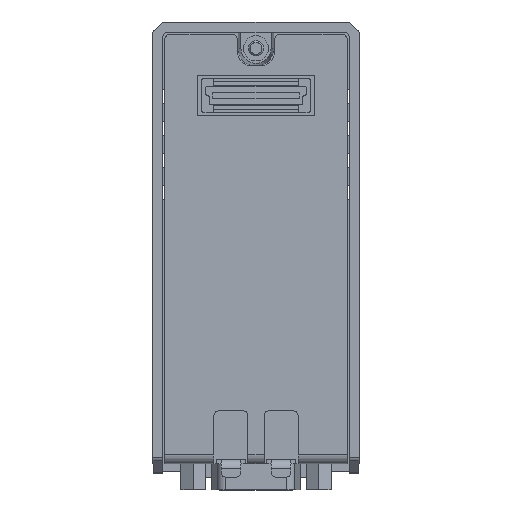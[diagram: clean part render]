
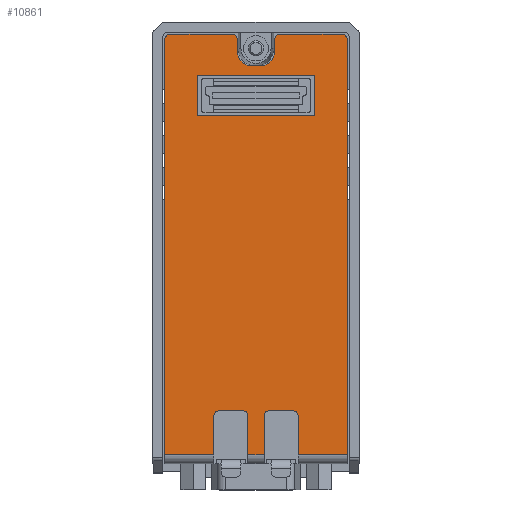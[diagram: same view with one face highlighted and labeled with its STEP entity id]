
A CAD part, top view. The second image highlights one B-rep face of the part: STEP entity #10861.
In plain terms, the highlighted planar face has unit normal (0, 0, 1).
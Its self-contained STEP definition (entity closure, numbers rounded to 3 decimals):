
#201=CIRCLE('',#11406,1.);
#202=CIRCLE('',#11409,1.);
#203=CIRCLE('',#11412,3.);
#204=CIRCLE('',#11415,3.);
#205=CIRCLE('',#11418,1.);
#206=CIRCLE('',#11421,1.);
#221=CIRCLE('',#11475,1.);
#222=CIRCLE('',#11476,1.);
#223=CIRCLE('',#11477,1.);
#224=CIRCLE('',#11478,1.);
#1415=ORIENTED_EDGE('',*,*,#3545,.F.);
#1416=ORIENTED_EDGE('',*,*,#3546,.F.);
#1417=ORIENTED_EDGE('',*,*,#3547,.F.);
#1418=ORIENTED_EDGE('',*,*,#3548,.F.);
#1419=ORIENTED_EDGE('',*,*,#3549,.F.);
#1420=ORIENTED_EDGE('',*,*,#3407,.F.);
#1421=ORIENTED_EDGE('',*,*,#3458,.T.);
#1422=ORIENTED_EDGE('',*,*,#3441,.F.);
#1423=ORIENTED_EDGE('',*,*,#3439,.T.);
#1424=ORIENTED_EDGE('',*,*,#3437,.F.);
#1425=ORIENTED_EDGE('',*,*,#3435,.T.);
#1426=ORIENTED_EDGE('',*,*,#3433,.T.);
#1427=ORIENTED_EDGE('',*,*,#3431,.T.);
#1428=ORIENTED_EDGE('',*,*,#3428,.T.);
#1429=ORIENTED_EDGE('',*,*,#3426,.T.);
#1430=ORIENTED_EDGE('',*,*,#3424,.F.);
#1431=ORIENTED_EDGE('',*,*,#3422,.T.);
#1432=ORIENTED_EDGE('',*,*,#3420,.F.);
#1433=ORIENTED_EDGE('',*,*,#3141,.F.);
#1434=ORIENTED_EDGE('',*,*,#3406,.F.);
#1435=ORIENTED_EDGE('',*,*,#3550,.F.);
#1436=ORIENTED_EDGE('',*,*,#3551,.F.);
#1437=ORIENTED_EDGE('',*,*,#3552,.F.);
#1438=ORIENTED_EDGE('',*,*,#3553,.F.);
#1439=ORIENTED_EDGE('',*,*,#3554,.F.);
#1440=ORIENTED_EDGE('',*,*,#3543,.F.);
#1441=ORIENTED_EDGE('',*,*,#3555,.F.);
#1442=ORIENTED_EDGE('',*,*,#3556,.F.);
#1443=ORIENTED_EDGE('',*,*,#3557,.F.);
#1444=ORIENTED_EDGE('',*,*,#3558,.F.);
#3141=EDGE_CURVE('',#4294,#4295,#5053,.T.);
#3406=EDGE_CURVE('',#4518,#4294,#5247,.T.);
#3407=EDGE_CURVE('',#4519,#4520,#5248,.T.);
#3420=EDGE_CURVE('',#4295,#4523,#201,.F.);
#3422=EDGE_CURVE('',#4524,#4523,#5260,.T.);
#3424=EDGE_CURVE('',#4524,#4525,#202,.F.);
#3426=EDGE_CURVE('',#4526,#4525,#5263,.T.);
#3428=EDGE_CURVE('',#4527,#4526,#203,.F.);
#3431=EDGE_CURVE('',#4528,#4527,#5266,.T.);
#3433=EDGE_CURVE('',#4529,#4528,#204,.F.);
#3435=EDGE_CURVE('',#4530,#4529,#5269,.T.);
#3437=EDGE_CURVE('',#4530,#4531,#205,.F.);
#3439=EDGE_CURVE('',#4532,#4531,#5272,.T.);
#3441=EDGE_CURVE('',#4532,#4533,#206,.F.);
#3458=EDGE_CURVE('',#4519,#4533,#5284,.T.);
#3543=EDGE_CURVE('',#4603,#4604,#5344,.T.);
#3545=EDGE_CURVE('',#4605,#4606,#5345,.T.);
#3546=EDGE_CURVE('',#4607,#4605,#5346,.T.);
#3547=EDGE_CURVE('',#4608,#4607,#5347,.T.);
#3548=EDGE_CURVE('',#4606,#4608,#5348,.T.);
#3549=EDGE_CURVE('',#4520,#4609,#5349,.T.);
#3550=EDGE_CURVE('',#4610,#4518,#5350,.T.);
#3551=EDGE_CURVE('',#4611,#4610,#221,.T.);
#3552=EDGE_CURVE('',#4612,#4611,#5351,.T.);
#3553=EDGE_CURVE('',#4613,#4612,#222,.T.);
#3554=EDGE_CURVE('',#4604,#4613,#5352,.T.);
#3555=EDGE_CURVE('',#4614,#4603,#5353,.T.);
#3556=EDGE_CURVE('',#4615,#4614,#223,.T.);
#3557=EDGE_CURVE('',#4616,#4615,#5354,.T.);
#3558=EDGE_CURVE('',#4609,#4616,#224,.T.);
#4294=VERTEX_POINT('',#14801);
#4295=VERTEX_POINT('',#14803);
#4518=VERTEX_POINT('',#15326);
#4519=VERTEX_POINT('',#15330);
#4520=VERTEX_POINT('',#15331);
#4523=VERTEX_POINT('',#15355);
#4524=VERTEX_POINT('',#15359);
#4525=VERTEX_POINT('',#15363);
#4526=VERTEX_POINT('',#15367);
#4527=VERTEX_POINT('',#15371);
#4528=VERTEX_POINT('',#15386);
#4529=VERTEX_POINT('',#15390);
#4530=VERTEX_POINT('',#15394);
#4531=VERTEX_POINT('',#15398);
#4532=VERTEX_POINT('',#15402);
#4533=VERTEX_POINT('',#15406);
#4603=VERTEX_POINT('',#15597);
#4604=VERTEX_POINT('',#15599);
#4605=VERTEX_POINT('',#15603);
#4606=VERTEX_POINT('',#15604);
#4607=VERTEX_POINT('',#15606);
#4608=VERTEX_POINT('',#15608);
#4609=VERTEX_POINT('',#15611);
#4610=VERTEX_POINT('',#15613);
#4611=VERTEX_POINT('',#15615);
#4612=VERTEX_POINT('',#15617);
#4613=VERTEX_POINT('',#15619);
#4614=VERTEX_POINT('',#15622);
#4615=VERTEX_POINT('',#15624);
#4616=VERTEX_POINT('',#15626);
#5053=LINE('',#14802,#5944);
#5247=LINE('',#15327,#6138);
#5248=LINE('',#15329,#6139);
#5260=LINE('',#15358,#6151);
#5263=LINE('',#15366,#6154);
#5266=LINE('',#15385,#6157);
#5269=LINE('',#15393,#6160);
#5272=LINE('',#15401,#6163);
#5284=LINE('',#15436,#6175);
#5344=LINE('',#15598,#6235);
#5345=LINE('',#15602,#6236);
#5346=LINE('',#15605,#6237);
#5347=LINE('',#15607,#6238);
#5348=LINE('',#15609,#6239);
#5349=LINE('',#15610,#6240);
#5350=LINE('',#15612,#6241);
#5351=LINE('',#15616,#6242);
#5352=LINE('',#15620,#6243);
#5353=LINE('',#15621,#6244);
#5354=LINE('',#15625,#6245);
#5944=VECTOR('',#12338,1000.);
#6138=VECTOR('',#12746,1000.);
#6139=VECTOR('',#12749,1000.);
#6151=VECTOR('',#12785,1000.);
#6154=VECTOR('',#12794,1000.);
#6157=VECTOR('',#12803,1000.);
#6160=VECTOR('',#12812,1000.);
#6163=VECTOR('',#12821,1000.);
#6175=VECTOR('',#12851,1000.);
#6235=VECTOR('',#12999,1000.);
#6236=VECTOR('',#13004,1000.);
#6237=VECTOR('',#13005,1000.);
#6238=VECTOR('',#13006,1000.);
#6239=VECTOR('',#13007,1000.);
#6240=VECTOR('',#13008,1000.);
#6241=VECTOR('',#13009,1000.);
#6242=VECTOR('',#13012,1000.);
#6243=VECTOR('',#13015,1000.);
#6244=VECTOR('',#13016,1000.);
#6245=VECTOR('',#13019,1000.);
#6746=EDGE_LOOP('',(#1415,#1416,#1417,#1418));
#6747=EDGE_LOOP('',(#1419,#1420,#1421,#1422,#1423,#1424,#1425,#1426,#1427,
#1428,#1429,#1430,#1431,#1432,#1433,#1434,#1435,#1436,#1437,#1438,#1439,
#1440,#1441,#1442,#1443,#1444));
#7215=FACE_BOUND('',#6746,.T.);
#7216=FACE_BOUND('',#6747,.T.);
#7630=PLANE('',#11474);
#10861=ADVANCED_FACE('',(#7215,#7216),#7630,.T.);
#11406=AXIS2_PLACEMENT_3D('',#15354,#12780,#12781);
#11409=AXIS2_PLACEMENT_3D('',#15362,#12789,#12790);
#11412=AXIS2_PLACEMENT_3D('',#15370,#12798,#12799);
#11415=AXIS2_PLACEMENT_3D('',#15389,#12807,#12808);
#11418=AXIS2_PLACEMENT_3D('',#15397,#12816,#12817);
#11421=AXIS2_PLACEMENT_3D('',#15405,#12825,#12826);
#11474=AXIS2_PLACEMENT_3D('',#15601,#13002,#13003);
#11475=AXIS2_PLACEMENT_3D('',#15614,#13010,#13011);
#11476=AXIS2_PLACEMENT_3D('',#15618,#13013,#13014);
#11477=AXIS2_PLACEMENT_3D('',#15623,#13017,#13018);
#11478=AXIS2_PLACEMENT_3D('',#15627,#13020,#13021);
#12338=DIRECTION('',(0.,1.,0.));
#12746=DIRECTION('',(-1.,0.,0.));
#12749=DIRECTION('',(-1.,0.,0.));
#12780=DIRECTION('',(0.,0.,1.));
#12781=DIRECTION('',(1.,0.,0.));
#12785=DIRECTION('',(-1.,0.,0.));
#12789=DIRECTION('',(0.,0.,1.));
#12790=DIRECTION('',(1.,0.,0.));
#12794=DIRECTION('',(0.,1.,0.));
#12798=DIRECTION('',(0.,0.,1.));
#12799=DIRECTION('',(1.,0.,0.));
#12803=DIRECTION('',(-1.,0.,0.));
#12807=DIRECTION('',(0.,0.,1.));
#12808=DIRECTION('',(1.,0.,0.));
#12812=DIRECTION('',(0.,-1.,0.));
#12816=DIRECTION('',(0.,0.,1.));
#12817=DIRECTION('',(1.,0.,0.));
#12821=DIRECTION('',(-1.,0.,0.));
#12825=DIRECTION('',(0.,0.,1.));
#12826=DIRECTION('',(1.,0.,0.));
#12851=DIRECTION('',(0.,1.,0.));
#12999=DIRECTION('',(-1.,0.,0.));
#13002=DIRECTION('',(0.,0.,1.));
#13003=DIRECTION('',(1.,0.,0.));
#13004=DIRECTION('',(-1.,0.,0.));
#13005=DIRECTION('',(0.,1.,0.));
#13006=DIRECTION('',(1.,0.,0.));
#13007=DIRECTION('',(0.,-1.,0.));
#13008=DIRECTION('',(0.,1.,0.));
#13009=DIRECTION('',(0.,-1.,0.));
#13010=DIRECTION('',(0.,0.,1.));
#13011=DIRECTION('',(1.,0.,0.));
#13012=DIRECTION('',(-1.,0.,0.));
#13013=DIRECTION('',(0.,0.,1.));
#13014=DIRECTION('',(1.,0.,0.));
#13015=DIRECTION('',(0.,1.,0.));
#13016=DIRECTION('',(0.,-1.,0.));
#13017=DIRECTION('',(0.,0.,1.));
#13018=DIRECTION('',(1.,0.,0.));
#13019=DIRECTION('',(-1.,0.,0.));
#13020=DIRECTION('',(0.,0.,1.));
#13021=DIRECTION('',(1.,0.,0.));
#14801=CARTESIAN_POINT('',(-18.2,-40.76,-0.5));
#14802=CARTESIAN_POINT('',(-18.2,-40.76,-0.5));
#14803=CARTESIAN_POINT('',(-18.2,42.24,-0.5));
#15326=CARTESIAN_POINT('',(-8.4,-40.76,-0.5));
#15327=CARTESIAN_POINT('',(18.2,-40.76,-0.5));
#15329=CARTESIAN_POINT('',(18.2,-40.76,-0.5));
#15330=CARTESIAN_POINT('',(18.2,-40.76,-0.5));
#15331=CARTESIAN_POINT('',(8.4,-40.76,-0.5));
#15354=CARTESIAN_POINT('',(-17.2,42.24,-0.5));
#15355=CARTESIAN_POINT('',(-17.2,43.24,-0.5));
#15358=CARTESIAN_POINT('',(-17.2,43.24,-0.5));
#15359=CARTESIAN_POINT('',(-4.75,43.24,-0.5));
#15362=CARTESIAN_POINT('',(-4.75,42.24,-0.5));
#15363=CARTESIAN_POINT('',(-3.75,42.24,-0.5));
#15366=CARTESIAN_POINT('',(-3.75,42.24,-0.5));
#15367=CARTESIAN_POINT('',(-3.75,39.92,-0.5));
#15370=CARTESIAN_POINT('',(-0.75,39.92,-0.5));
#15371=CARTESIAN_POINT('',(-0.75,36.92,-0.5));
#15385=CARTESIAN_POINT('',(-0.75,36.92,-0.5));
#15386=CARTESIAN_POINT('',(0.75,36.92,-0.5));
#15389=CARTESIAN_POINT('',(0.75,39.92,-0.5));
#15390=CARTESIAN_POINT('',(3.75,39.92,-0.5));
#15393=CARTESIAN_POINT('',(3.75,39.92,-0.5));
#15394=CARTESIAN_POINT('',(3.75,42.24,-0.5));
#15397=CARTESIAN_POINT('',(4.75,42.24,-0.5));
#15398=CARTESIAN_POINT('',(4.75,43.24,-0.5));
#15401=CARTESIAN_POINT('',(4.75,43.24,-0.5));
#15402=CARTESIAN_POINT('',(17.2,43.24,-0.5));
#15405=CARTESIAN_POINT('',(17.2,42.24,-0.5));
#15406=CARTESIAN_POINT('',(18.2,42.24,-0.5));
#15436=CARTESIAN_POINT('',(18.2,-40.76,-0.5));
#15597=CARTESIAN_POINT('',(1.6,-40.76,-0.5));
#15598=CARTESIAN_POINT('',(18.2,-40.76,-0.5));
#15599=CARTESIAN_POINT('',(-1.6,-40.76,-0.5));
#15601=CARTESIAN_POINT('',(18.2,-40.76,-0.5));
#15602=CARTESIAN_POINT('',(18.2,35.03,-0.5));
#15603=CARTESIAN_POINT('',(11.75,35.03,-0.5));
#15604=CARTESIAN_POINT('',(-11.75,35.03,-0.5));
#15605=CARTESIAN_POINT('',(11.75,-40.76,-0.5));
#15606=CARTESIAN_POINT('',(11.75,27.03,-0.5));
#15607=CARTESIAN_POINT('',(18.2,27.03,-0.5));
#15608=CARTESIAN_POINT('',(-11.75,27.03,-0.5));
#15609=CARTESIAN_POINT('',(-11.75,-40.76,-0.5));
#15610=CARTESIAN_POINT('',(8.4,-40.76,-0.5));
#15611=CARTESIAN_POINT('',(8.4,-32.96,-0.5));
#15612=CARTESIAN_POINT('',(-8.4,-40.76,-0.5));
#15613=CARTESIAN_POINT('',(-8.4,-32.96,-0.5));
#15614=CARTESIAN_POINT('',(-7.4,-32.96,-0.5));
#15615=CARTESIAN_POINT('',(-7.4,-31.96,-0.5));
#15616=CARTESIAN_POINT('',(18.2,-31.96,-0.5));
#15617=CARTESIAN_POINT('',(-2.6,-31.96,-0.5));
#15618=CARTESIAN_POINT('',(-2.6,-32.96,-0.5));
#15619=CARTESIAN_POINT('',(-1.6,-32.96,-0.5));
#15620=CARTESIAN_POINT('',(-1.6,-40.76,-0.5));
#15621=CARTESIAN_POINT('',(1.6,-40.76,-0.5));
#15622=CARTESIAN_POINT('',(1.6,-32.96,-0.5));
#15623=CARTESIAN_POINT('',(2.6,-32.96,-0.5));
#15624=CARTESIAN_POINT('',(2.6,-31.96,-0.5));
#15625=CARTESIAN_POINT('',(18.2,-31.96,-0.5));
#15626=CARTESIAN_POINT('',(7.4,-31.96,-0.5));
#15627=CARTESIAN_POINT('',(7.4,-32.96,-0.5));
